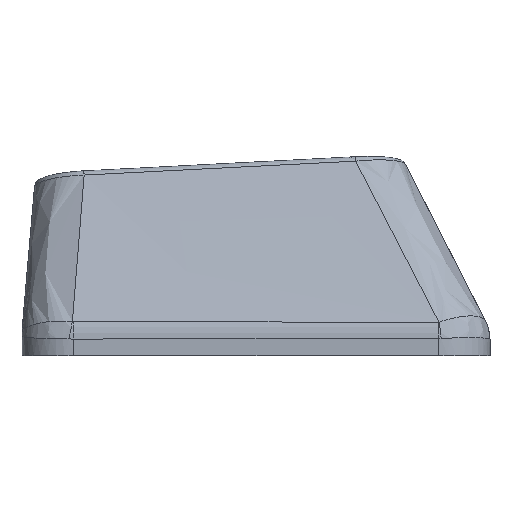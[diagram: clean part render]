
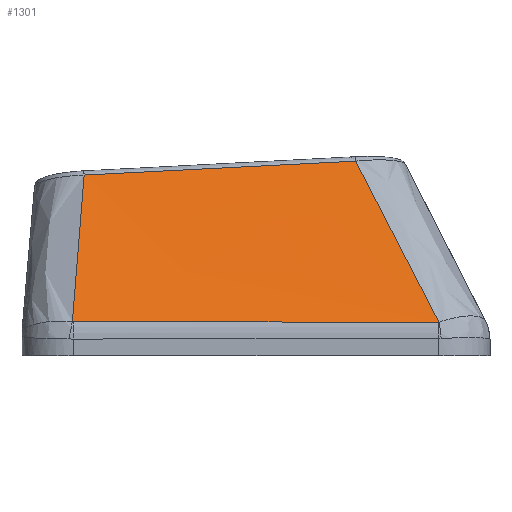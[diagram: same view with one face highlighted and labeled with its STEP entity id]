
A CAD part, left-side view. The second image highlights one B-rep face of the part: STEP entity #1301.
In plain terms, the highlighted free-form (B-spline) face has degree [3, 3] with [4, 4] control points.
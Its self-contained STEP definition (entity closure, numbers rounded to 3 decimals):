
#46=B_SPLINE_SURFACE_WITH_KNOTS('',3,3,((#3005,#3006,#3007,#3008),(#3009,
#3010,#3011,#3012),(#3013,#3014,#3015,#3016),(#3017,#3018,#3019,#3020)),
 .UNSPECIFIED.,.F.,.F.,.F.,(4,4),(4,4),(0.107,0.899),
(0.031,0.956),.UNSPECIFIED.);
#290=FACE_OUTER_BOUND('',#370,.T.);
#370=EDGE_LOOP('',(#1093,#1094,#1095,#1096,#1097,#1098));
#457=B_SPLINE_CURVE_WITH_KNOTS('',3,(#2431,#2432,#2433,#2434),
 .UNSPECIFIED.,.F.,.F.,(4,4),(0.,0.003),
 .UNSPECIFIED.);
#458=B_SPLINE_CURVE_WITH_KNOTS('',3,(#2452,#2453,#2454,#2455),
 .UNSPECIFIED.,.F.,.F.,(4,4),(-1.416,0.),.UNSPECIFIED.);
#461=B_SPLINE_CURVE_WITH_KNOTS('',3,(#2485,#2486,#2487,#2488),
 .UNSPECIFIED.,.F.,.F.,(4,4),(0.,0.004),.UNSPECIFIED.);
#472=B_SPLINE_CURVE_WITH_KNOTS('',3,(#2715,#2716,#2717,#2718),
 .UNSPECIFIED.,.F.,.F.,(4,4),(0.025,0.785),
 .UNSPECIFIED.);
#480=B_SPLINE_CURVE_WITH_KNOTS('',3,(#2945,#2946,#2947,#2948),
 .UNSPECIFIED.,.F.,.F.,(4,4),(0.,1.056),.UNSPECIFIED.);
#483=B_SPLINE_CURVE_WITH_KNOTS('',3,(#3021,#3022,#3023,#3024),
 .UNSPECIFIED.,.F.,.F.,(4,4),(-0.661,-0.023),
 .UNSPECIFIED.);
#583=VERTEX_POINT('',#2393);
#585=VERTEX_POINT('',#2424);
#587=VERTEX_POINT('',#2451);
#589=VERTEX_POINT('',#2478);
#605=VERTEX_POINT('',#2709);
#610=VERTEX_POINT('',#2943);
#740=EDGE_CURVE('',#583,#585,#457,.T.);
#741=EDGE_CURVE('',#585,#587,#458,.T.);
#746=EDGE_CURVE('',#587,#589,#461,.T.);
#772=EDGE_CURVE('',#605,#583,#472,.T.);
#787=EDGE_CURVE('',#610,#605,#480,.T.);
#791=EDGE_CURVE('',#589,#610,#483,.T.);
#1093=ORIENTED_EDGE('',*,*,#740,.F.);
#1094=ORIENTED_EDGE('',*,*,#772,.F.);
#1095=ORIENTED_EDGE('',*,*,#787,.F.);
#1096=ORIENTED_EDGE('',*,*,#791,.F.);
#1097=ORIENTED_EDGE('',*,*,#746,.F.);
#1098=ORIENTED_EDGE('',*,*,#741,.F.);
#1301=ADVANCED_FACE('',(#290),#46,.F.);
#2393=CARTESIAN_POINT('',(-8.943,-7.107,0.299));
#2424=CARTESIAN_POINT('',(-8.944,-7.079,0.298));
#2431=CARTESIAN_POINT('Ctrl Pts',(-8.943,-7.107,0.299));
#2432=CARTESIAN_POINT('Ctrl Pts',(-8.944,-7.098,0.298));
#2433=CARTESIAN_POINT('Ctrl Pts',(-8.944,-7.088,0.298));
#2434=CARTESIAN_POINT('Ctrl Pts',(-8.944,-7.079,0.298));
#2451=CARTESIAN_POINT('',(-8.921,7.082,0.318));
#2452=CARTESIAN_POINT('Ctrl Pts',(-8.944,-7.079,0.298));
#2453=CARTESIAN_POINT('Ctrl Pts',(-8.937,-2.359,0.304));
#2454=CARTESIAN_POINT('Ctrl Pts',(-8.929,2.361,0.311));
#2455=CARTESIAN_POINT('Ctrl Pts',(-8.921,7.082,0.318));
#2478=CARTESIAN_POINT('',(-8.919,7.125,0.322));
#2485=CARTESIAN_POINT('Ctrl Pts',(-8.921,7.082,0.318));
#2486=CARTESIAN_POINT('Ctrl Pts',(-8.921,7.096,0.318));
#2487=CARTESIAN_POINT('Ctrl Pts',(-8.92,7.111,0.319));
#2488=CARTESIAN_POINT('Ctrl Pts',(-8.919,7.125,0.322));
#2709=CARTESIAN_POINT('',(-6.065,-3.872,6.549));
#2715=CARTESIAN_POINT('Ctrl Pts',(-6.065,-3.872,6.549));
#2716=CARTESIAN_POINT('Ctrl Pts',(-7.027,-4.953,4.467));
#2717=CARTESIAN_POINT('Ctrl Pts',(-7.986,-6.03,2.384));
#2718=CARTESIAN_POINT('Ctrl Pts',(-8.943,-7.107,0.299));
#2943=CARTESIAN_POINT('',(-6.069,6.671,6.009));
#2945=CARTESIAN_POINT('Ctrl Pts',(-6.069,6.671,6.009));
#2946=CARTESIAN_POINT('Ctrl Pts',(-6.068,3.156,6.189));
#2947=CARTESIAN_POINT('Ctrl Pts',(-6.066,-0.358,
6.368));
#2948=CARTESIAN_POINT('Ctrl Pts',(-6.065,-3.872,6.549));
#3005=CARTESIAN_POINT('Ctrl Pts',(-6.065,7.032,6.));
#3006=CARTESIAN_POINT('Ctrl Pts',(-7.025,7.063,4.09));
#3007=CARTESIAN_POINT('Ctrl Pts',(-7.984,7.095,2.181));
#3008=CARTESIAN_POINT('Ctrl Pts',(-8.944,7.126,0.272));
#3009=CARTESIAN_POINT('Ctrl Pts',(-6.065,3.271,6.189));
#3010=CARTESIAN_POINT('Ctrl Pts',(-7.025,2.975,4.219));
#3011=CARTESIAN_POINT('Ctrl Pts',(-7.984,2.678,2.25));
#3012=CARTESIAN_POINT('Ctrl Pts',(-8.944,2.382,0.28));
#3013=CARTESIAN_POINT('Ctrl Pts',(-6.065,-0.49,
6.378));
#3014=CARTESIAN_POINT('Ctrl Pts',(-7.025,-1.114,4.349));
#3015=CARTESIAN_POINT('Ctrl Pts',(-7.984,-1.738,2.319));
#3016=CARTESIAN_POINT('Ctrl Pts',(-8.944,-2.363,0.289));
#3017=CARTESIAN_POINT('Ctrl Pts',(-6.065,-4.25,6.568));
#3018=CARTESIAN_POINT('Ctrl Pts',(-7.025,-5.203,4.478));
#3019=CARTESIAN_POINT('Ctrl Pts',(-7.984,-6.155,2.388));
#3020=CARTESIAN_POINT('Ctrl Pts',(-8.944,-7.107,0.298));
#3021=CARTESIAN_POINT('Ctrl Pts',(-8.919,7.125,0.322));
#3022=CARTESIAN_POINT('Ctrl Pts',(-7.967,6.971,2.217));
#3023=CARTESIAN_POINT('Ctrl Pts',(-7.016,6.819,4.112));
#3024=CARTESIAN_POINT('Ctrl Pts',(-6.069,6.671,6.009));
